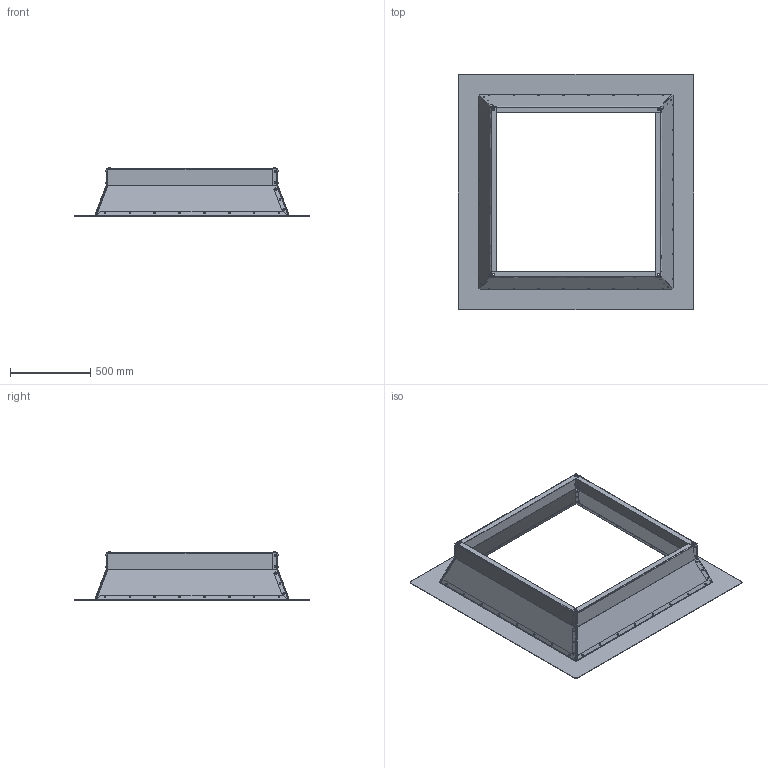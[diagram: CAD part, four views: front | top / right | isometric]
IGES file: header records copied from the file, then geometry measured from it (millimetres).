
Start section: SolidWorks IGES file using analytic representation for surfaces
Global section: file name: 5PB8000_PB 80P-90P.IGS; native system: SolidWorks 2018; preprocessor: SolidWorks 2018; author: binatti; date: 220308.135928; units: millimetre
Bounding box: 1470 x 1470 x 302 mm (x, y, z)
Surface area: 4885124.6 mm2 (no closed solid volume)
Topology: 0 solids, 0 shells, 1782 faces, 29172 edges, 29172 vertices
Faces by surface type: bspline 938, revolution 844
